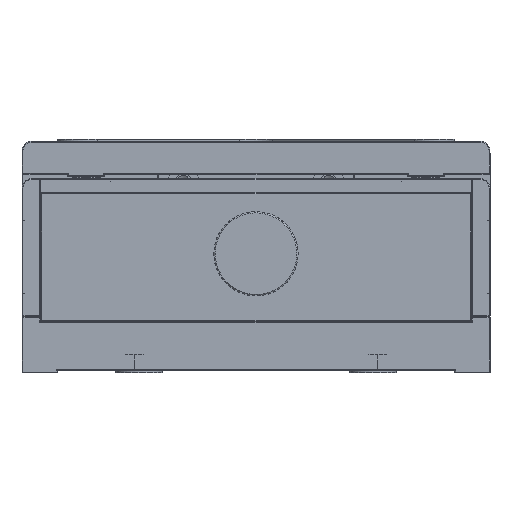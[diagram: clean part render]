
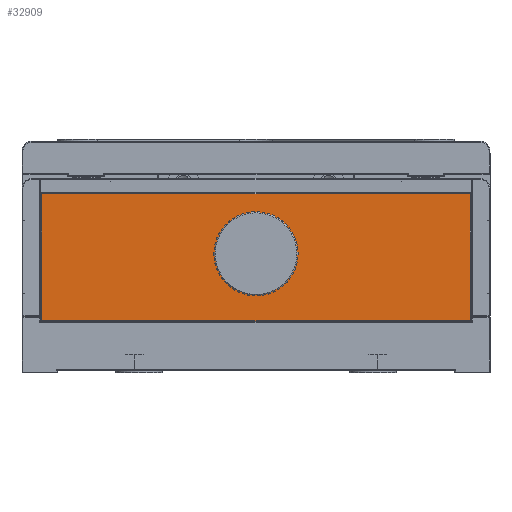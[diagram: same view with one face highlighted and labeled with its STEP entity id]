
A CAD part, left-side view. The second image highlights one B-rep face of the part: STEP entity #32909.
In plain terms, the highlighted planar face has unit normal (-1, 0, 0).
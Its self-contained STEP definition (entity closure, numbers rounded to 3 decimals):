
#180 = DIRECTION ( 'NONE',  ( 0., 1., 0. ) ) ;
#1177 = CIRCLE ( 'NONE', #57653, 3.2 ) ;
#4288 = VERTEX_POINT ( 'NONE', #22247 ) ;
#5844 = DIRECTION ( 'NONE',  ( 0., 1., 0. ) ) ;
#6245 = CARTESIAN_POINT ( 'NONE',  ( -168.961, 9.994, 19.75 ) ) ;
#6424 = EDGE_CURVE ( 'NONE', #35093, #51194, #11739, .T. ) ;
#6593 = CARTESIAN_POINT ( 'NONE',  ( -168.961, 9.994, 6.2 ) ) ;
#6603 = FACE_BOUND ( 'NONE', #20230, .T. ) ;
#10147 = DIRECTION ( 'NONE',  ( 0., 1., 0. ) ) ;
#10293 = VERTEX_POINT ( 'NONE', #11161 ) ;
#11161 = CARTESIAN_POINT ( 'NONE',  ( -168.961, 13.194, 20.5 ) ) ;
#11739 = LINE ( 'NONE', #33506, #52780 ) ;
#13435 = EDGE_CURVE ( 'NONE', #10293, #55937, #57108, .T. ) ;
#20230 = EDGE_LOOP ( 'NONE', ( #59598, #36397 ) ) ;
#20691 = EDGE_CURVE ( 'NONE', #55937, #10293, #1177, .T. ) ;
#21216 = DIRECTION ( 'NONE',  ( 1., 0., 0. ) ) ;
#22247 = CARTESIAN_POINT ( 'NONE',  ( -168.961, 55.794, 6.2 ) ) ;
#24013 = LINE ( 'NONE', #65620, #26221 ) ;
#25332 = AXIS2_PLACEMENT_3D ( 'NONE', #37804, #21216, #10147 ) ;
#26221 = VECTOR ( 'NONE', #60061, 1000. ) ;
#28367 = LINE ( 'NONE', #6593, #48605 ) ;
#29469 = DIRECTION ( 'NONE',  ( 1., 0., 0. ) ) ;
#32909 = ADVANCED_FACE ( 'NONE', ( #6603, #57094 ), #50850, .F. ) ;
#32953 = ORIENTED_EDGE ( 'NONE', *, *, #6424, .T. ) ;
#33506 = CARTESIAN_POINT ( 'NONE',  ( -168.961, 9.994, 33.3 ) ) ;
#35093 = VERTEX_POINT ( 'NONE', #44519 ) ;
#36397 = ORIENTED_EDGE ( 'NONE', *, *, #13435, .T. ) ;
#36521 = LINE ( 'NONE', #47949, #43165 ) ;
#37804 = CARTESIAN_POINT ( 'NONE',  ( -168.961, 9.994, 20.5 ) ) ;
#43165 = VECTOR ( 'NONE', #71162, 1000. ) ;
#44519 = CARTESIAN_POINT ( 'NONE',  ( -168.961, -35.806, 33.3 ) ) ;
#47547 = ORIENTED_EDGE ( 'NONE', *, *, #72838, .T. ) ;
#47949 = CARTESIAN_POINT ( 'NONE',  ( -168.961, 55.794, 19.75 ) ) ;
#48605 = VECTOR ( 'NONE', #72978, 1000. ) ;
#49615 = ORIENTED_EDGE ( 'NONE', *, *, #59909, .T. ) ;
#50606 = CARTESIAN_POINT ( 'NONE',  ( -168.961, 55.794, 33.3 ) ) ;
#50669 = CARTESIAN_POINT ( 'NONE',  ( -168.961, 9.994, 20.5 ) ) ;
#50850 = PLANE ( 'NONE',  #59806 ) ;
#51194 = VERTEX_POINT ( 'NONE', #50606 ) ;
#52780 = VECTOR ( 'NONE', #5844, 1000. ) ;
#53011 = VERTEX_POINT ( 'NONE', #59062 ) ;
#54798 = EDGE_LOOP ( 'NONE', ( #47547, #32953, #68522, #49615 ) ) ;
#55937 = VERTEX_POINT ( 'NONE', #71080 ) ;
#57094 = FACE_OUTER_BOUND ( 'NONE', #54798, .T. ) ;
#57108 = CIRCLE ( 'NONE', #25332, 3.2 ) ;
#57653 = AXIS2_PLACEMENT_3D ( 'NONE', #50669, #72436, #180 ) ;
#59062 = CARTESIAN_POINT ( 'NONE',  ( -168.961, -35.806, 6.2 ) ) ;
#59598 = ORIENTED_EDGE ( 'NONE', *, *, #20691, .T. ) ;
#59806 = AXIS2_PLACEMENT_3D ( 'NONE', #6245, #29469, #68191 ) ;
#59909 = EDGE_CURVE ( 'NONE', #4288, #53011, #28367, .T. ) ;
#60061 = DIRECTION ( 'NONE',  ( 0., 0., 1. ) ) ;
#65620 = CARTESIAN_POINT ( 'NONE',  ( -168.961, -35.806, 19.75 ) ) ;
#68024 = EDGE_CURVE ( 'NONE', #51194, #4288, #36521, .T. ) ;
#68191 = DIRECTION ( 'NONE',  ( 0., 1., 0. ) ) ;
#68522 = ORIENTED_EDGE ( 'NONE', *, *, #68024, .T. ) ;
#71080 = CARTESIAN_POINT ( 'NONE',  ( -168.961, 6.794, 20.5 ) ) ;
#71162 = DIRECTION ( 'NONE',  ( 0., 0., -1. ) ) ;
#72436 = DIRECTION ( 'NONE',  ( 1., 0., 0. ) ) ;
#72838 = EDGE_CURVE ( 'NONE', #53011, #35093, #24013, .T. ) ;
#72978 = DIRECTION ( 'NONE',  ( 0., -1., 0. ) ) ;
